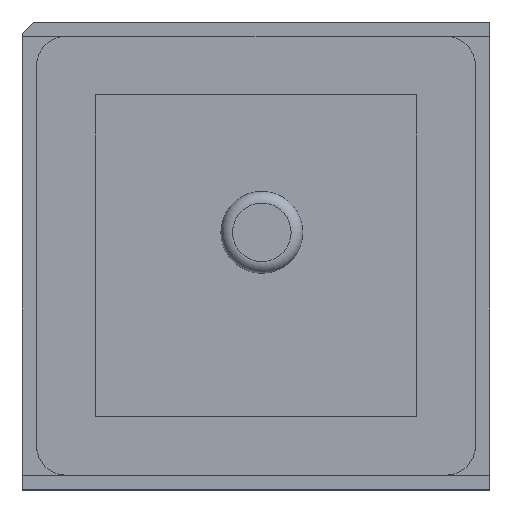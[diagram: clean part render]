
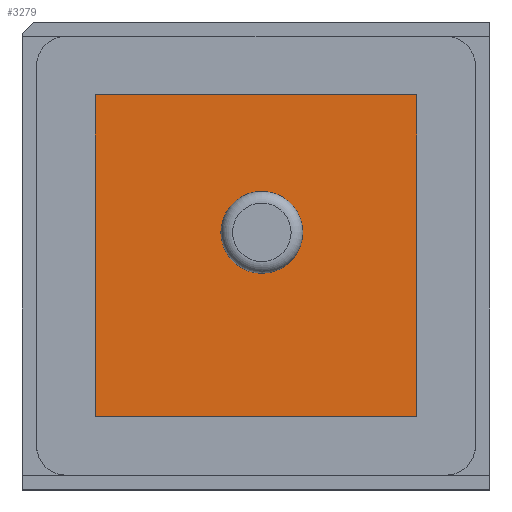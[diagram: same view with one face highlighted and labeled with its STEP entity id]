
A CAD part, top view. The second image highlights one B-rep face of the part: STEP entity #3279.
In plain terms, the highlighted planar face has unit normal (0, 0, 1).
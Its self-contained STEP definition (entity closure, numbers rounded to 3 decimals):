
#3225 = VERTEX_POINT('',#3226);
#3226 = CARTESIAN_POINT('',(1.6,0.8,0.035));
#3234 = EDGE_CURVE('',#3225,#3225,#3235,.T.);
#3235 = CIRCLE('',#3236,1.4);
#3236 = AXIS2_PLACEMENT_3D('',#3237,#3238,#3239);
#3237 = CARTESIAN_POINT('',(0.2,0.8,0.035));
#3238 = DIRECTION('',(0.,0.,-1.));
#3239 = DIRECTION('',(1.,0.,0.));
#3279 = ADVANCED_FACE('',(#3280,#3314),#3317,.T.);
#3280 = FACE_BOUND('',#3281,.T.);
#3281 = EDGE_LOOP('',(#3282,#3292,#3300,#3308));
#3282 = ORIENTED_EDGE('',*,*,#3283,.T.);
#3283 = EDGE_CURVE('',#3284,#3286,#3288,.T.);
#3284 = VERTEX_POINT('',#3285);
#3285 = CARTESIAN_POINT('',(-5.5,5.5,0.035));
#3286 = VERTEX_POINT('',#3287);
#3287 = CARTESIAN_POINT('',(-5.5,-5.5,0.035));
#3288 = LINE('',#3289,#3290);
#3289 = CARTESIAN_POINT('',(-5.5,5.5,0.035));
#3290 = VECTOR('',#3291,1.);
#3291 = DIRECTION('',(0.,-1.,0.));
#3292 = ORIENTED_EDGE('',*,*,#3293,.T.);
#3293 = EDGE_CURVE('',#3286,#3294,#3296,.T.);
#3294 = VERTEX_POINT('',#3295);
#3295 = CARTESIAN_POINT('',(5.5,-5.5,0.035));
#3296 = LINE('',#3297,#3298);
#3297 = CARTESIAN_POINT('',(-5.5,-5.5,0.035));
#3298 = VECTOR('',#3299,1.);
#3299 = DIRECTION('',(1.,0.,0.));
#3300 = ORIENTED_EDGE('',*,*,#3301,.T.);
#3301 = EDGE_CURVE('',#3294,#3302,#3304,.T.);
#3302 = VERTEX_POINT('',#3303);
#3303 = CARTESIAN_POINT('',(5.5,5.5,0.035));
#3304 = LINE('',#3305,#3306);
#3305 = CARTESIAN_POINT('',(5.5,-5.5,0.035));
#3306 = VECTOR('',#3307,1.);
#3307 = DIRECTION('',(0.,1.,0.));
#3308 = ORIENTED_EDGE('',*,*,#3309,.T.);
#3309 = EDGE_CURVE('',#3302,#3284,#3310,.T.);
#3310 = LINE('',#3311,#3312);
#3311 = CARTESIAN_POINT('',(5.5,5.5,0.035));
#3312 = VECTOR('',#3313,1.);
#3313 = DIRECTION('',(-1.,0.,0.));
#3314 = FACE_BOUND('',#3315,.T.);
#3315 = EDGE_LOOP('',(#3316));
#3316 = ORIENTED_EDGE('',*,*,#3234,.T.);
#3317 = PLANE('',#3318);
#3318 = AXIS2_PLACEMENT_3D('',#3319,#3320,#3321);
#3319 = CARTESIAN_POINT('',(0.,0.,0.035));
#3320 = DIRECTION('',(0.,0.,1.));
#3321 = DIRECTION('',(1.,0.,0.));
